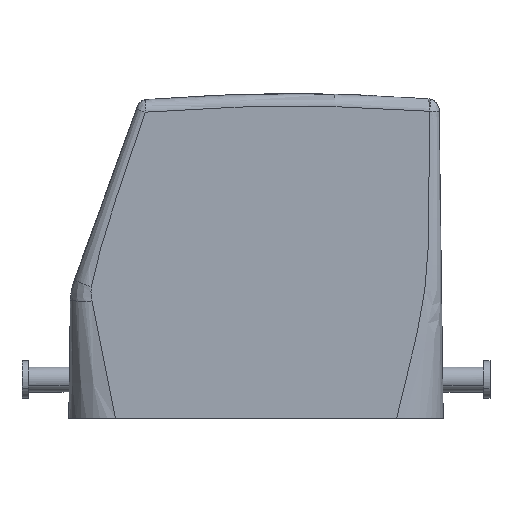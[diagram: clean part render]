
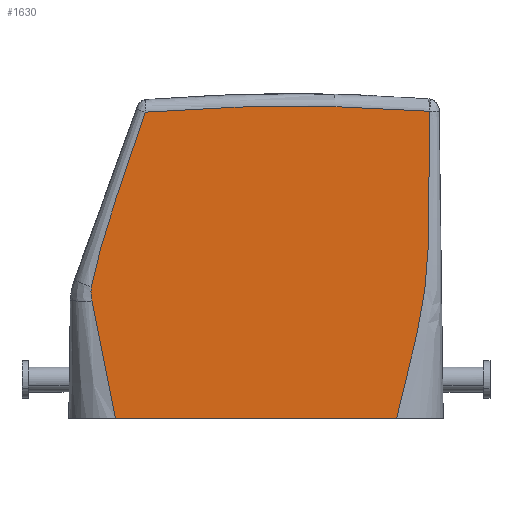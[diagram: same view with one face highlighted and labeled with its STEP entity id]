
A CAD part, left-side view. The second image highlights one B-rep face of the part: STEP entity #1630.
In plain terms, the highlighted planar face has unit normal (-1, 0, 0).
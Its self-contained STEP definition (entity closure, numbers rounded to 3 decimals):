
#1558=AXIS2_PLACEMENT_3D('Plane Axis2P3D',#1555,#1556,#1557) ;
#1562=AXIS2_PLACEMENT_3D('Circle Axis2P3D',#1560,#1561,$) ;
#353=CARTESIAN_POINT('Vertex',(0.,14.977,0.)) ;
#356=CARTESIAN_POINT('Line Origine',(0.,37.498,0.)) ;
#360=CARTESIAN_POINT('Vertex',(0.,60.02,0.)) ;
#1137=CARTESIAN_POINT('Vertex',(0.,9.643,49.197)) ;
#1508=CARTESIAN_POINT('Control Point',(0.,9.643,49.197)) ;
#1509=CARTESIAN_POINT('Control Point',(0.,9.643,49.109)) ;
#1510=CARTESIAN_POINT('Control Point',(0.,9.642,49.021)) ;
#1511=CARTESIAN_POINT('Control Point',(0.,9.642,48.935)) ;
#1512=CARTESIAN_POINT('Control Point',(0.,9.641,48.742)) ;
#1513=CARTESIAN_POINT('Control Point',(0.,9.64,48.543)) ;
#1514=CARTESIAN_POINT('Control Point',(0.,9.64,48.445)) ;
#1515=CARTESIAN_POINT('Control Point',(0.,9.639,48.187)) ;
#1516=CARTESIAN_POINT('Control Point',(0.,9.639,47.929)) ;
#1517=CARTESIAN_POINT('Control Point',(0.,9.638,47.759)) ;
#1518=CARTESIAN_POINT('Control Point',(0.,9.637,47.419)) ;
#1519=CARTESIAN_POINT('Control Point',(0.,9.637,47.08)) ;
#1520=CARTESIAN_POINT('Control Point',(0.,9.637,46.91)) ;
#1521=CARTESIAN_POINT('Control Point',(0.,9.636,46.4)) ;
#1522=CARTESIAN_POINT('Control Point',(0.,9.636,45.891)) ;
#1523=CARTESIAN_POINT('Control Point',(0.,9.637,45.551)) ;
#1524=CARTESIAN_POINT('Control Point',(0.,9.639,44.356)) ;
#1525=CARTESIAN_POINT('Control Point',(0.,9.644,43.161)) ;
#1526=CARTESIAN_POINT('Control Point',(0.,9.649,42.306)) ;
#1527=CARTESIAN_POINT('Control Point',(0.,9.662,40.596)) ;
#1528=CARTESIAN_POINT('Control Point',(0.,9.68,38.886)) ;
#1529=CARTESIAN_POINT('Control Point',(0.,9.69,38.032)) ;
#1530=CARTESIAN_POINT('Control Point',(0.,9.713,36.322)) ;
#1531=CARTESIAN_POINT('Control Point',(0.,9.74,34.613)) ;
#1532=CARTESIAN_POINT('Control Point',(0.,9.754,33.759)) ;
#1533=CARTESIAN_POINT('Control Point',(0.,9.785,32.126)) ;
#1534=CARTESIAN_POINT('Control Point',(0.,9.821,30.494)) ;
#1535=CARTESIAN_POINT('Control Point',(0.,9.838,29.835)) ;
#1536=CARTESIAN_POINT('Control Point',(0.,9.879,28.303)) ;
#1537=CARTESIAN_POINT('Control Point',(0.,9.934,26.772)) ;
#1538=CARTESIAN_POINT('Control Point',(0.,9.967,26.018)) ;
#1539=CARTESIAN_POINT('Control Point',(0.,10.164,22.485)) ;
#1540=CARTESIAN_POINT('Control Point',(0.,10.569,18.961)) ;
#1541=CARTESIAN_POINT('Control Point',(0.,11.077,16.197)) ;
#1542=CARTESIAN_POINT('Control Point',(0.,12.174,11.306)) ;
#1543=CARTESIAN_POINT('Control Point',(0.,13.416,6.439)) ;
#1544=CARTESIAN_POINT('Control Point',(0.,13.961,4.296)) ;
#1545=CARTESIAN_POINT('Control Point',(0.,14.477,2.149)) ;
#1546=CARTESIAN_POINT('Control Point',(0.,14.977,0.)) ;
#1555=CARTESIAN_POINT('Axis2P3D Location',(0.,-4.331,-31.164)) ;
#1560=CARTESIAN_POINT('Axis2P3D Location',(0.,31.5,-248.)) ;
#1564=CARTESIAN_POINT('Vertex',(0.,55.25,49.052)) ;
#1568=CARTESIAN_POINT('Control Point',(0.,55.251,49.052)) ;
#1569=CARTESIAN_POINT('Control Point',(0.,55.298,48.916)) ;
#1570=CARTESIAN_POINT('Control Point',(0.,55.346,48.779)) ;
#1571=CARTESIAN_POINT('Control Point',(0.,55.394,48.642)) ;
#1572=CARTESIAN_POINT('Control Point',(0.,55.49,48.368)) ;
#1573=CARTESIAN_POINT('Control Point',(0.,55.587,48.092)) ;
#1574=CARTESIAN_POINT('Control Point',(0.,55.635,47.953)) ;
#1575=CARTESIAN_POINT('Control Point',(0.,56.557,45.316)) ;
#1576=CARTESIAN_POINT('Control Point',(0.,57.465,42.672)) ;
#1577=CARTESIAN_POINT('Control Point',(0.,58.305,40.156)) ;
#1578=CARTESIAN_POINT('Control Point',(0.,59.203,37.446)) ;
#1579=CARTESIAN_POINT('Control Point',(0.,60.083,34.73)) ;
#1580=CARTESIAN_POINT('Control Point',(0.,60.146,34.535)) ;
#1581=CARTESIAN_POINT('Control Point',(0.,60.385,33.795)) ;
#1582=CARTESIAN_POINT('Control Point',(0.,60.62,33.059)) ;
#1583=CARTESIAN_POINT('Control Point',(0.,60.792,32.521)) ;
#1584=CARTESIAN_POINT('Control Point',(0.,61.119,31.484)) ;
#1585=CARTESIAN_POINT('Control Point',(0.,61.442,30.438)) ;
#1586=CARTESIAN_POINT('Control Point',(0.,61.594,29.94)) ;
#1587=CARTESIAN_POINT('Control Point',(0.,62.022,28.516)) ;
#1588=CARTESIAN_POINT('Control Point',(0.,62.43,27.086)) ;
#1589=CARTESIAN_POINT('Control Point',(0.,62.684,26.154)) ;
#1590=CARTESIAN_POINT('Control Point',(0.,63.091,24.584)) ;
#1591=CARTESIAN_POINT('Control Point',(0.,63.464,23.006)) ;
#1592=CARTESIAN_POINT('Control Point',(0.,63.61,22.364)) ;
#1593=CARTESIAN_POINT('Control Point',(0.,63.749,21.723)) ;
#1594=CARTESIAN_POINT('Control Point',(0.,63.883,21.082)) ;
#1595=CARTESIAN_POINT('Vertex',(0.,63.883,21.082)) ;
#1599=CARTESIAN_POINT('Control Point',(0.,63.883,21.082)) ;
#1600=CARTESIAN_POINT('Control Point',(0.,63.952,20.613)) ;
#1601=CARTESIAN_POINT('Control Point',(0.,63.978,20.138)) ;
#1602=CARTESIAN_POINT('Control Point',(0.,63.957,19.665)) ;
#1603=CARTESIAN_POINT('Control Point',(0.,63.888,19.201)) ;
#1604=CARTESIAN_POINT('Control Point',(0.,63.773,18.754)) ;
#1605=CARTESIAN_POINT('Vertex',(0.,63.773,18.754)) ;
#1609=CARTESIAN_POINT('Control Point',(0.,63.773,18.754)) ;
#1610=CARTESIAN_POINT('Control Point',(0.,63.46,16.843)) ;
#1611=CARTESIAN_POINT('Control Point',(0.,63.11,14.935)) ;
#1612=CARTESIAN_POINT('Control Point',(0.,62.732,13.035)) ;
#1613=CARTESIAN_POINT('Control Point',(0.,62.202,10.484)) ;
#1614=CARTESIAN_POINT('Control Point',(0.,61.662,7.929)) ;
#1615=CARTESIAN_POINT('Control Point',(0.,61.417,6.77)) ;
#1616=CARTESIAN_POINT('Control Point',(0.,61.044,5.003)) ;
#1617=CARTESIAN_POINT('Control Point',(0.,60.676,3.239)) ;
#1618=CARTESIAN_POINT('Control Point',(0.,60.461,2.193)) ;
#1619=CARTESIAN_POINT('Control Point',(0.,60.24,1.101)) ;
#1620=CARTESIAN_POINT('Control Point',(0.,60.02,0.)) ;
#357=DIRECTION('Vector Direction',(0.,-1.,0.)) ;
#1556=DIRECTION('Axis2P3D Direction',(-1.,0.,0.)) ;
#1557=DIRECTION('Axis2P3D XDirection',(0.,-0.17,0.985)) ;
#1561=DIRECTION('Axis2P3D Direction',(-1.,0.,0.)) ;
#358=VECTOR('Line Direction',#357,1.) ;
#1623=ORIENTED_EDGE('',*,*,#1566,.T.) ;
#1624=ORIENTED_EDGE('',*,*,#1597,.F.) ;
#1625=ORIENTED_EDGE('',*,*,#1607,.F.) ;
#1626=ORIENTED_EDGE('',*,*,#1621,.F.) ;
#1627=ORIENTED_EDGE('',*,*,#362,.T.) ;
#1628=ORIENTED_EDGE('',*,*,#1547,.T.) ;
#1630=ADVANCED_FACE('Housing',(#1629),#1559,.T.) ;
#1507=B_SPLINE_CURVE_WITH_KNOTS('',5,(#1508,#1509,#1510,#1511,#1512,#1513,#1514,#1515,#1516,#1517,#1518,#1519,#1520,#1521,#1522,#1523,#1524,#1525,#1526,#1527,#1528,#1529,#1530,#1531,#1532,#1533,#1534,#1535,#1536,#1537,#1538,#1539,#1540,#1541,#1542,#1543,#1544,#1545,#1546),.UNSPECIFIED.,.F.,.U.,(6,3,3,3,3,3,3,3,3,3,3,3,6),(5.046,5.484,5.922,6.768,7.614,9.306,13.566,17.826,22.086,25.965,29.726,43.602,54.52),.UNSPECIFIED.) ;
#1567=B_SPLINE_CURVE_WITH_KNOTS('',5,(#1568,#1569,#1570,#1571,#1572,#1573,#1574,#1575,#1576,#1577,#1578,#1579,#1580,#1581,#1582,#1583,#1584,#1585,#1586,#1587,#1588,#1589,#1590,#1591,#1592,#1593,#1594),.UNSPECIFIED.,.F.,.U.,(6,3,3,3,3,3,3,3,6),(0.,1.035,2.071,20.777,22.232,26.274,29.953,36.781,41.421),.UNSPECIFIED.) ;
#1598=B_SPLINE_CURVE_WITH_KNOTS('',5,(#1599,#1600,#1601,#1602,#1603,#1604),.UNSPECIFIED.,.F.,.U.,(6,6),(0.,3.318),.UNSPECIFIED.) ;
#1608=B_SPLINE_CURVE_WITH_KNOTS('',5,(#1609,#1610,#1611,#1612,#1613,#1614,#1615,#1616,#1617,#1618,#1619,#1620),.UNSPECIFIED.,.F.,.U.,(6,3,3,6),(0.,13.689,18.394,26.386),.UNSPECIFIED.) ;
#1563=CIRCLE('generated circle',#1562,298.) ;
#362=EDGE_CURVE('',#361,#354,#359,.T.) ;
#1547=EDGE_CURVE('',#354,#1138,#1507,.F.) ;
#1566=EDGE_CURVE('',#1138,#1565,#1563,.T.) ;
#1597=EDGE_CURVE('',#1596,#1565,#1567,.F.) ;
#1607=EDGE_CURVE('',#1606,#1596,#1598,.F.) ;
#1621=EDGE_CURVE('',#361,#1606,#1608,.F.) ;
#1622=EDGE_LOOP('',(#1623,#1624,#1625,#1626,#1627,#1628)) ;
#1629=FACE_OUTER_BOUND('',#1622,.T.) ;
#359=LINE('Line',#356,#358) ;
#1559=PLANE('',#1558) ;
#354=VERTEX_POINT('',#353) ;
#361=VERTEX_POINT('',#360) ;
#1138=VERTEX_POINT('',#1137) ;
#1565=VERTEX_POINT('',#1564) ;
#1596=VERTEX_POINT('',#1595) ;
#1606=VERTEX_POINT('',#1605) ;
